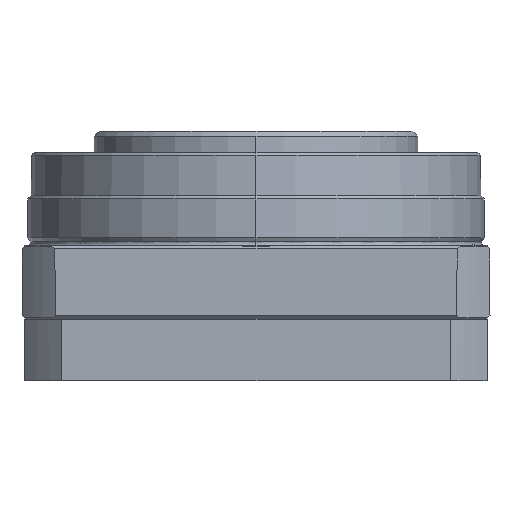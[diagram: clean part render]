
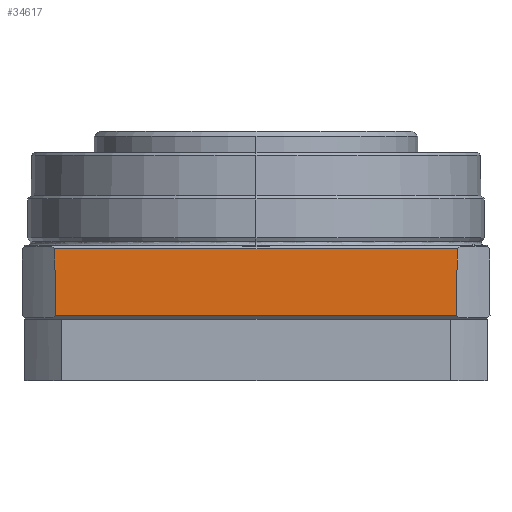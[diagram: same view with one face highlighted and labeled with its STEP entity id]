
A CAD part, left-side view. The second image highlights one B-rep face of the part: STEP entity #34617.
In plain terms, the highlighted planar face has unit normal (-1, 0, 0.009).
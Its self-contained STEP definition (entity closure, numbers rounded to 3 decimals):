
#225 = LINE ( 'NONE', #10468, #17860 ) ;
#3994 = CARTESIAN_POINT ( 'NONE',  ( -37.903, 32.61, 11.144 ) ) ;
#6028 = EDGE_LOOP ( 'NONE', ( #37023, #14710, #28352, #24195 ) ) ;
#6047 = EDGE_CURVE ( 'NONE', #29825, #11427, #225, .T. ) ;
#7825 = VECTOR ( 'NONE', #16315, 1000. ) ;
#7947 = CARTESIAN_POINT ( 'NONE',  ( -37.903, -32.61, 11.144 ) ) ;
#8813 = CARTESIAN_POINT ( 'NONE',  ( -38., -38., 0. ) ) ;
#10468 = CARTESIAN_POINT ( 'NONE',  ( -37.966, 50.4, 3.95 ) ) ;
#10830 = CARTESIAN_POINT ( 'NONE',  ( -37.871, -32.646, 14.75 ) ) ;
#11427 = VERTEX_POINT ( 'NONE', #21699 ) ;
#14710 = ORIENTED_EDGE ( 'NONE', *, *, #6047, .T. ) ;
#14753 = DIRECTION ( 'NONE',  ( -1., 0., 0.009 ) ) ;
#16315 = DIRECTION ( 'NONE',  ( 0., 1., 0. ) ) ;
#17351 = EDGE_CURVE ( 'NONE', #19406, #35758, #31347, .T. ) ;
#17860 = VECTOR ( 'NONE', #33519, 1000. ) ;
#18410 = CARTESIAN_POINT ( 'NONE',  ( -37.871, -32.646, 14.75 ) ) ;
#19225 = CARTESIAN_POINT ( 'NONE',  ( -37.871, 32.646, 14.75 ) ) ;
#19406 = VERTEX_POINT ( 'NONE', #18410 ) ;
#19490 = CARTESIAN_POINT ( 'NONE',  ( -37.934, -32.573, 7.544 ) ) ;
#21699 = CARTESIAN_POINT ( 'NONE',  ( -37.966, -32.536, 3.95 ) ) ;
#21836 = EDGE_CURVE ( 'NONE', #29825, #35758, #31787, .T. ) ;
#22048 = EDGE_CURVE ( 'NONE', #11427, #19406, #26208, .T. ) ;
#22097 = CARTESIAN_POINT ( 'NONE',  ( -37.871, -38., 14.75 ) ) ;
#23209 = PLANE ( 'NONE',  #24727 ) ;
#24195 = ORIENTED_EDGE ( 'NONE', *, *, #17351, .T. ) ;
#24727 = AXIS2_PLACEMENT_3D ( 'NONE', #8813, #14753, #29054 ) ;
#26208 =( BOUNDED_CURVE ( )  B_SPLINE_CURVE ( 3, ( #31229, #19490, #7947, #10830 ),
 .UNSPECIFIED., .F., .F. ) 
 B_SPLINE_CURVE_WITH_KNOTS ( ( 4, 4 ),
 ( 3.85, 3.853 ),
 .UNSPECIFIED. ) 
 CURVE ( )  GEOMETRIC_REPRESENTATION_ITEM ( )  RATIONAL_B_SPLINE_CURVE ( ( 1., 1., 1., 1. ) ) 
 REPRESENTATION_ITEM ( '' )  );
#27061 = CARTESIAN_POINT ( 'NONE',  ( -37.871, 32.646, 14.75 ) ) ;
#28352 = ORIENTED_EDGE ( 'NONE', *, *, #22048, .T. ) ;
#29054 = DIRECTION ( 'NONE',  ( 0.009, 0., 1. ) ) ;
#29825 = VERTEX_POINT ( 'NONE', #33933 ) ;
#31229 = CARTESIAN_POINT ( 'NONE',  ( -37.966, -32.536, 3.95 ) ) ;
#31347 = LINE ( 'NONE', #22097, #7825 ) ;
#31787 =( BOUNDED_CURVE ( )  B_SPLINE_CURVE ( 3, ( #32776, #33040, #3994, #27061 ),
 .UNSPECIFIED., .F., .F. ) 
 B_SPLINE_CURVE_WITH_KNOTS ( ( 4, 4 ),
 ( 3.85, 3.853 ),
 .UNSPECIFIED. ) 
 CURVE ( )  GEOMETRIC_REPRESENTATION_ITEM ( )  RATIONAL_B_SPLINE_CURVE ( ( 1., 1., 1., 1. ) ) 
 REPRESENTATION_ITEM ( '' )  );
#32776 = CARTESIAN_POINT ( 'NONE',  ( -37.966, 32.536, 3.95 ) ) ;
#33040 = CARTESIAN_POINT ( 'NONE',  ( -37.934, 32.573, 7.544 ) ) ;
#33294 = FACE_OUTER_BOUND ( 'NONE', #6028, .T. ) ;
#33519 = DIRECTION ( 'NONE',  ( 0., -1., 0. ) ) ;
#33933 = CARTESIAN_POINT ( 'NONE',  ( -37.966, 32.536, 3.95 ) ) ;
#34617 = ADVANCED_FACE ( 'NONE', ( #33294 ), #23209, .T. ) ;
#35758 = VERTEX_POINT ( 'NONE', #19225 ) ;
#37023 = ORIENTED_EDGE ( 'NONE', *, *, #21836, .F. ) ;
